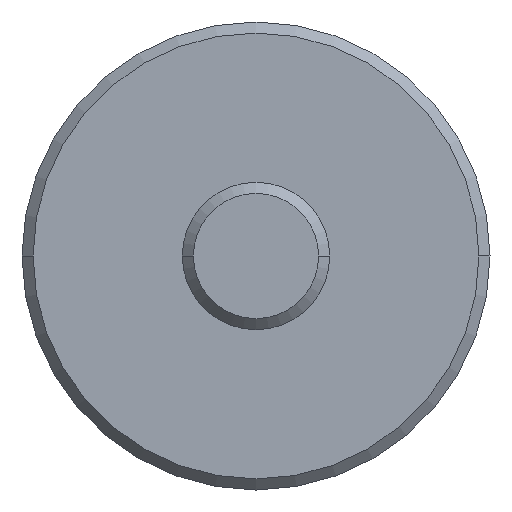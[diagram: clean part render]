
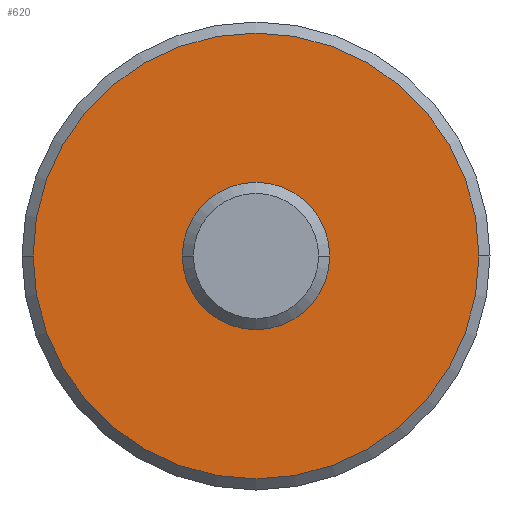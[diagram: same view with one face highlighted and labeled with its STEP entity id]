
A CAD part, front view. The second image highlights one B-rep face of the part: STEP entity #620.
In plain terms, the highlighted planar face has unit normal (0, -1, 0).
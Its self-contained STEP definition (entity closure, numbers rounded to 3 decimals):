
#11 = DIRECTION ( 'NONE',  ( 0., 1., 0. ) ) ;
#19 = CARTESIAN_POINT ( 'NONE',  ( 0., 5., 0. ) ) ;
#20 = DIRECTION ( 'NONE',  ( -1., 0., 0. ) ) ;
#60 = CARTESIAN_POINT ( 'NONE',  ( 0., 5., 0. ) ) ;
#62 = DIRECTION ( 'NONE',  ( 0., 1., 0. ) ) ;
#82 = DIRECTION ( 'NONE',  ( -1., 0., 0. ) ) ;
#95 = CARTESIAN_POINT ( 'NONE',  ( 0., 5., 0. ) ) ;
#150 = DIRECTION ( 'NONE',  ( 0., 1., 0. ) ) ;
#152 = DIRECTION ( 'NONE',  ( -1., 0., 0. ) ) ;
#175 = DIRECTION ( 'NONE',  ( -1., 0., 0. ) ) ;
#177 = DIRECTION ( 'NONE',  ( 0., -1., 0. ) ) ;
#178 = CARTESIAN_POINT ( 'NONE',  ( 0., 5., 0. ) ) ;
#206 = PLANE ( 'NONE',  #652 ) ;
#209 = CARTESIAN_POINT ( 'NONE',  ( 1.55, 5., 0. ) ) ;
#229 = DIRECTION ( 'NONE',  ( 0., -1., 0. ) ) ;
#236 = DIRECTION ( 'NONE',  ( -1., 0., 0. ) ) ;
#245 = AXIS2_PLACEMENT_3D ( 'NONE', #60, #229, #82 ) ;
#292 = AXIS2_PLACEMENT_3D ( 'NONE', #178, #177, #175 ) ;
#303 = AXIS2_PLACEMENT_3D ( 'NONE', #95, #62, #236 ) ;
#307 = AXIS2_PLACEMENT_3D ( 'NONE', #19, #11, #20 ) ;
#336 = CARTESIAN_POINT ( 'NONE',  ( -1.55, 5., 0. ) ) ;
#337 = CARTESIAN_POINT ( 'NONE',  ( 1.55, 5., 0. ) ) ;
#341 = CARTESIAN_POINT ( 'NONE',  ( -6.05, 5., 0. ) ) ;
#342 = CARTESIAN_POINT ( 'NONE',  ( 6.05, 5., 0. ) ) ;
#366 = EDGE_LOOP ( 'NONE', ( #410, #417 ) ) ;
#378 = EDGE_LOOP ( 'NONE', ( #421, #419 ) ) ;
#410 = ORIENTED_EDGE ( 'NONE', *, *, #594, .T. ) ;
#417 = ORIENTED_EDGE ( 'NONE', *, *, #543, .T. ) ;
#419 = ORIENTED_EDGE ( 'NONE', *, *, #589, .T. ) ;
#421 = ORIENTED_EDGE ( 'NONE', *, *, #597, .T. ) ;
#503 = VERTEX_POINT ( 'NONE', #342 ) ;
#504 = VERTEX_POINT ( 'NONE', #341 ) ;
#508 = VERTEX_POINT ( 'NONE', #337 ) ;
#509 = VERTEX_POINT ( 'NONE', #336 ) ;
#543 = EDGE_CURVE ( 'NONE', #503, #504, #580, .T. ) ;
#550 = CIRCLE ( 'NONE', #245, 6.05 ) ;
#554 = CIRCLE ( 'NONE', #303, 1.55 ) ;
#573 = CIRCLE ( 'NONE', #307, 1.55 ) ;
#580 = CIRCLE ( 'NONE', #292, 6.05 ) ;
#589 = EDGE_CURVE ( 'NONE', #508, #509, #573, .T. ) ;
#594 = EDGE_CURVE ( 'NONE', #504, #503, #550, .T. ) ;
#597 = EDGE_CURVE ( 'NONE', #509, #508, #554, .T. ) ;
#620 = ADVANCED_FACE ( 'NONE', ( #650, #692 ), #206, .F. ) ;
#650 = FACE_OUTER_BOUND ( 'NONE', #366, .T. ) ;
#652 = AXIS2_PLACEMENT_3D ( 'NONE', #209, #150, #152 ) ;
#692 = FACE_BOUND ( 'NONE', #378, .T. ) ;
